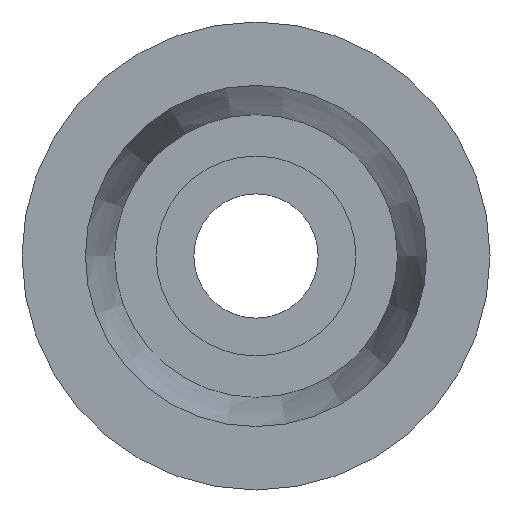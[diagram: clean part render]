
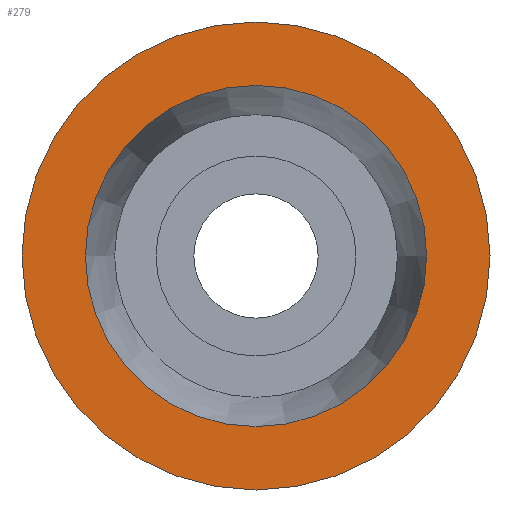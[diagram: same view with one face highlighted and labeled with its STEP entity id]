
A CAD part, front view. The second image highlights one B-rep face of the part: STEP entity #279.
In plain terms, the highlighted planar face has unit normal (0, -1, 0).
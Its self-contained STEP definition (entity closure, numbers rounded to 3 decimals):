
#6 = AXIS2_PLACEMENT_3D ( 'NONE', #394, #111, #224 ) ;
#14 = FACE_OUTER_BOUND ( 'NONE', #343, .T. ) ;
#24 = CIRCLE ( 'NONE', #6, 48. ) ;
#34 = CARTESIAN_POINT ( 'NONE',  ( -35., 18.25, 0. ) ) ;
#78 = FACE_BOUND ( 'NONE', #318, .T. ) ;
#111 = DIRECTION ( 'NONE',  ( 0., 1., 0. ) ) ;
#127 = ORIENTED_EDGE ( 'NONE', *, *, #333, .F. ) ;
#133 = CARTESIAN_POINT ( 'NONE',  ( 35., 18.25, 0. ) ) ;
#158 = AXIS2_PLACEMENT_3D ( 'NONE', #133, #321, #235 ) ;
#164 = EDGE_CURVE ( 'NONE', #310, #310, #376, .T. ) ;
#188 = DIRECTION ( 'NONE',  ( 0., 1., 0. ) ) ;
#217 = VERTEX_POINT ( 'NONE', #348 ) ;
#224 = DIRECTION ( 'NONE',  ( -1., 0., 0. ) ) ;
#235 = DIRECTION ( 'NONE',  ( -1., 0., 0. ) ) ;
#250 = AXIS2_PLACEMENT_3D ( 'NONE', #378, #188, #254 ) ;
#254 = DIRECTION ( 'NONE',  ( -1., 0., 0. ) ) ;
#279 = ADVANCED_FACE ( 'NONE', ( #14, #78 ), #387, .F. ) ;
#310 = VERTEX_POINT ( 'NONE', #34 ) ;
#318 = EDGE_LOOP ( 'NONE', ( #370 ) ) ;
#321 = DIRECTION ( 'NONE',  ( 0., 1., 0. ) ) ;
#333 = EDGE_CURVE ( 'NONE', #217, #217, #24, .T. ) ;
#343 = EDGE_LOOP ( 'NONE', ( #127 ) ) ;
#348 = CARTESIAN_POINT ( 'NONE',  ( -48., 18.25, 0. ) ) ;
#370 = ORIENTED_EDGE ( 'NONE', *, *, #164, .T. ) ;
#376 = CIRCLE ( 'NONE', #250, 35. ) ;
#378 = CARTESIAN_POINT ( 'NONE',  ( 0., 18.25, 0. ) ) ;
#387 = PLANE ( 'NONE',  #158 ) ;
#394 = CARTESIAN_POINT ( 'NONE',  ( 0., 18.25, 0. ) ) ;
